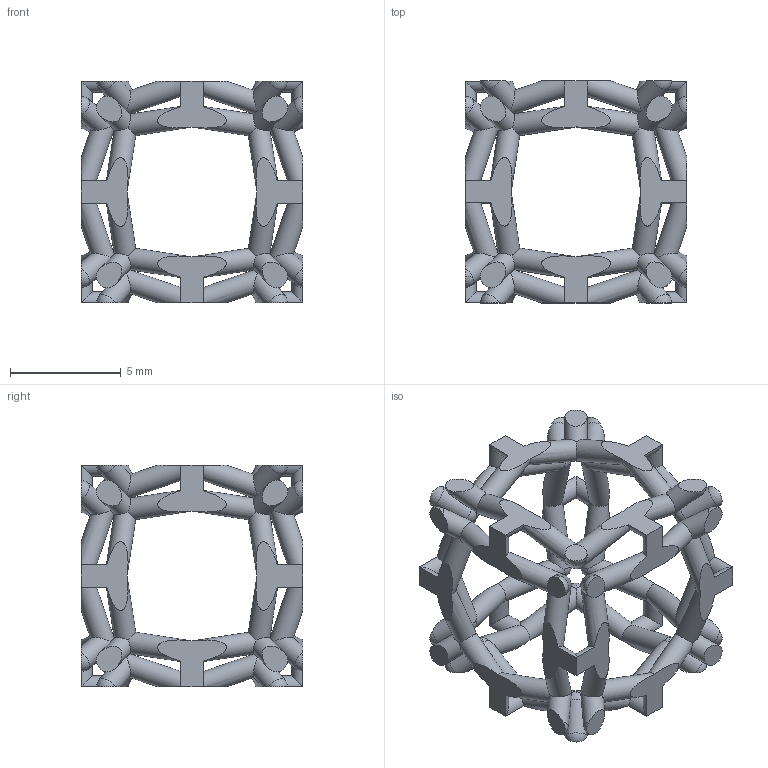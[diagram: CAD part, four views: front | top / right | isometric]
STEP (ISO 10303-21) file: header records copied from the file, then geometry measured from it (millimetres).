
FILE_DESCRIPTION(('Open CASCADE Model'),'2;1');
FILE_NAME('Open CASCADE Shape Model','2024-06-13T09:48:35',('Author'),( 'Open CASCADE'),'Open CASCADE STEP processor 7.7','Open CASCADE 7.7' ,'Unknown');
FILE_SCHEMA(('AUTOMOTIVE_DESIGN { 1 0 10303 214 1 1 1 1 }'));
Length unit declared in the file: millimetre
Products named in the file (1): Open CASCADE STEP translator 7.7 2
Bounding box: 10 x 10 x 10 mm (x, y, z)
Volume: 136.3 mm3; surface area: 599.3 mm2
Topology: 1 solids, 1 shells, 210 faces, 754 edges, 492 vertices
Faces by surface type: cylinder 102, sphere 60, plane 48
Full cylindrical faces by diameter (mm): 1 x72
Entity records: 24012 total; most frequent: CARTESIAN_POINT 10839, DIRECTION 2324, ORIENTED_EDGE 1452, PCURVE 1452, DEFINITIONAL_REPRESENTATION 1452, B_SPLINE_CURVE_WITH_KNOTS 856, AXIS2_PLACEMENT_3D 799, EDGE_CURVE 726
